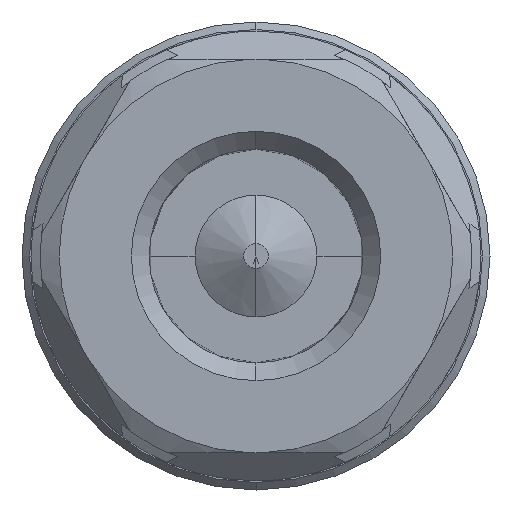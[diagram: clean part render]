
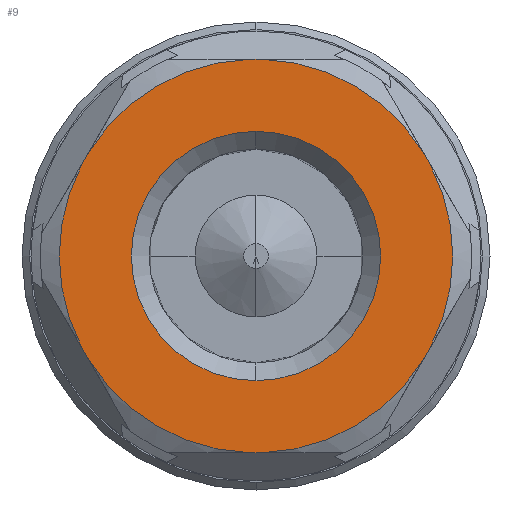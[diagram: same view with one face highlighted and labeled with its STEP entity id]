
A CAD part, left-side view. The second image highlights one B-rep face of the part: STEP entity #9.
In plain terms, the highlighted planar face has unit normal (-1, 0, 0).
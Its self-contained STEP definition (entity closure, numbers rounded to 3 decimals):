
#9 = ADVANCED_FACE ( 'NONE', ( #3011, #3010 ), #2405, .F. ) ;
#64 = EDGE_CURVE ( 'NONE', #2197, #2201, #3086, .T. ) ;
#382 = DIRECTION ( 'NONE',  ( 0., 1., 0. ) ) ;
#460 = CARTESIAN_POINT ( 'NONE',  ( 0., 10.507, -10.5 ) ) ;
#708 = EDGE_CURVE ( 'NONE', #2357, #2278, #2832, .T. ) ;
#721 = EDGE_CURVE ( 'NONE', #2211, #2224, #2807, .T. ) ;
#724 = EDGE_CURVE ( 'NONE', #2278, #2476, #2888, .T. ) ;
#728 = EDGE_CURVE ( 'NONE', #2476, #2240, #3110, .T. ) ;
#729 = EDGE_CURVE ( 'NONE', #2157, #2252, #3005, .T. ) ;
#730 = EDGE_CURVE ( 'NONE', #2240, #2456, #2949, .T. ) ;
#733 = EDGE_CURVE ( 'NONE', #2157, #2300, #2664, .T. ) ;
#743 = EDGE_CURVE ( 'NONE', #2201, #2252, #3036, .T. ) ;
#744 = EDGE_CURVE ( 'NONE', #2290, #2197, #3205, .T. ) ;
#746 = EDGE_CURVE ( 'NONE', #2288, #2300, #3021, .T. ) ;
#753 = EDGE_CURVE ( 'NONE', #2456, #2290, #2940, .T. ) ;
#754 = EDGE_CURVE ( 'NONE', #2288, #2357, #3131, .T. ) ;
#1239 = EDGE_LOOP ( 'NONE', ( #1408, #1409 ) ) ;
#1240 = EDGE_LOOP ( 'NONE', ( #1396, #1397, #1398, #1399, #1400, #1401, #1402, #1403, #1404, #1405, #1406, #1407 ) ) ;
#1396 = ORIENTED_EDGE ( 'NONE', *, *, #746, .T. ) ;
#1397 = ORIENTED_EDGE ( 'NONE', *, *, #733, .F. ) ;
#1398 = ORIENTED_EDGE ( 'NONE', *, *, #729, .T. ) ;
#1399 = ORIENTED_EDGE ( 'NONE', *, *, #743, .F. ) ;
#1400 = ORIENTED_EDGE ( 'NONE', *, *, #64, .F. ) ;
#1401 = ORIENTED_EDGE ( 'NONE', *, *, #744, .F. ) ;
#1402 = ORIENTED_EDGE ( 'NONE', *, *, #753, .F. ) ;
#1403 = ORIENTED_EDGE ( 'NONE', *, *, #730, .F. ) ;
#1404 = ORIENTED_EDGE ( 'NONE', *, *, #728, .F. ) ;
#1405 = ORIENTED_EDGE ( 'NONE', *, *, #724, .F. ) ;
#1406 = ORIENTED_EDGE ( 'NONE', *, *, #708, .F. ) ;
#1407 = ORIENTED_EDGE ( 'NONE', *, *, #754, .F. ) ;
#1408 = ORIENTED_EDGE ( 'NONE', *, *, #721, .F. ) ;
#1409 = ORIENTED_EDGE ( 'NONE', *, *, #1509, .F. ) ;
#1509 = EDGE_CURVE ( 'NONE', #2224, #2211, #2821, .T. ) ;
#1554 = AXIS2_PLACEMENT_3D ( 'NONE', #3776, #3772, #3770 ) ;
#1581 = CARTESIAN_POINT ( 'NONE',  ( 0., 0., 0. ) ) ;
#1584 = DIRECTION ( 'NONE',  ( 1., 0., 0. ) ) ;
#1585 = DIRECTION ( 'NONE',  ( 0., 0., -1. ) ) ;
#1598 = DIRECTION ( 'NONE',  ( 0., -0.5, -0.866 ) ) ;
#1599 = CARTESIAN_POINT ( 'NONE',  ( 0., -8.9, 5.585 ) ) ;
#1600 = CARTESIAN_POINT ( 'NONE',  ( 0., 12.124, 0. ) ) ;
#1601 = DIRECTION ( 'NONE',  ( 0., -0.5, -0.866 ) ) ;
#1605 = DIRECTION ( 'NONE',  ( 1., 0., 0. ) ) ;
#1606 = CARTESIAN_POINT ( 'NONE',  ( 0., 0., 0. ) ) ;
#1607 = DIRECTION ( 'NONE',  ( 0., 0., -1. ) ) ;
#1614 = CARTESIAN_POINT ( 'NONE',  ( 0., 0., 0. ) ) ;
#1615 = DIRECTION ( 'NONE',  ( 0., 0., -1. ) ) ;
#1616 = DIRECTION ( 'NONE',  ( 1., 0., 0. ) ) ;
#1665 = DIRECTION ( 'NONE',  ( 1., 0., 0. ) ) ;
#1666 = CARTESIAN_POINT ( 'NONE',  ( 0., 0., 0. ) ) ;
#1667 = DIRECTION ( 'NONE',  ( 0., 0., -1. ) ) ;
#1669 = CARTESIAN_POINT ( 'NONE',  ( 0., 0., 0. ) ) ;
#1670 = DIRECTION ( 'NONE',  ( 0., 0., -1. ) ) ;
#1671 = DIRECTION ( 'NONE',  ( 1., 0., 0. ) ) ;
#1677 = CARTESIAN_POINT ( 'NONE',  ( 0., 6.062, 10.5 ) ) ;
#1678 = DIRECTION ( 'NONE',  ( 0., 0.5, -0.866 ) ) ;
#1696 = CARTESIAN_POINT ( 'NONE',  ( 0., 0., 0. ) ) ;
#1706 = DIRECTION ( 'NONE',  ( -1., 0., 0. ) ) ;
#1713 = DIRECTION ( 'NONE',  ( 0., 0., 1. ) ) ;
#1719 = CARTESIAN_POINT ( 'NONE',  ( 0., -9.287, -4.915 ) ) ;
#1720 = DIRECTION ( 'NONE',  ( 0., 0.5, -0.866 ) ) ;
#1940 = CARTESIAN_POINT ( 'NONE',  ( 0., -0.387, 10.5 ) ) ;
#1964 = CARTESIAN_POINT ( 'NONE',  ( 0., 8.9, -5.585 ) ) ;
#1972 = CARTESIAN_POINT ( 'NONE',  ( 0., -9.287, 4.915 ) ) ;
#1978 = CARTESIAN_POINT ( 'NONE',  ( 0., 0., -6.657 ) ) ;
#1989 = CARTESIAN_POINT ( 'NONE',  ( 0., 0., 6.657 ) ) ;
#1996 = CARTESIAN_POINT ( 'NONE',  ( 0., 0.387, -10.5 ) ) ;
#1998 = CARTESIAN_POINT ( 'NONE',  ( 0., -0.387, -10.5 ) ) ;
#2000 = CARTESIAN_POINT ( 'NONE',  ( 0., -8.9, -5.585 ) ) ;
#2007 = CARTESIAN_POINT ( 'NONE',  ( 0., 8.9, 5.585 ) ) ;
#2032 = CARTESIAN_POINT ( 'NONE',  ( 0., 9.287, -4.915 ) ) ;
#2035 = CARTESIAN_POINT ( 'NONE',  ( 0., 9.287, 4.915 ) ) ;
#2157 = VERTEX_POINT ( 'NONE', #2032 ) ;
#2197 = VERTEX_POINT ( 'NONE', #1998 ) ;
#2201 = VERTEX_POINT ( 'NONE', #1996 ) ;
#2211 = VERTEX_POINT ( 'NONE', #1989 ) ;
#2224 = VERTEX_POINT ( 'NONE', #1978 ) ;
#2240 = VERTEX_POINT ( 'NONE', #1972 ) ;
#2241 = CARTESIAN_POINT ( 'NONE',  ( 0., 10.507, 0. ) ) ;
#2252 = VERTEX_POINT ( 'NONE', #1964 ) ;
#2254 = DIRECTION ( 'NONE',  ( 1., 0., 0. ) ) ;
#2278 = VERTEX_POINT ( 'NONE', #1940 ) ;
#2288 = VERTEX_POINT ( 'NONE', #2007 ) ;
#2290 = VERTEX_POINT ( 'NONE', #2000 ) ;
#2300 = VERTEX_POINT ( 'NONE', #2035 ) ;
#2357 = VERTEX_POINT ( 'NONE', #4464 ) ;
#2405 = PLANE ( 'NONE',  #4775 ) ;
#2406 = DIRECTION ( 'NONE',  ( 0., 0., -1. ) ) ;
#2456 = VERTEX_POINT ( 'NONE', #4454 ) ;
#2476 = VERTEX_POINT ( 'NONE', #4434 ) ;
#2664 = CIRCLE ( 'NONE', #3666, 10.507 ) ;
#2668 = VECTOR ( 'NONE', #382, 1000. ) ;
#2676 = VECTOR ( 'NONE', #1720, 1000. ) ;
#2687 = VECTOR ( 'NONE', #3242, 1000. ) ;
#2705 = VECTOR ( 'NONE', #1598, 1000. ) ;
#2807 = CIRCLE ( 'NONE', #3670, 6.657 ) ;
#2817 = VECTOR ( 'NONE', #1678, 1000. ) ;
#2821 = CIRCLE ( 'NONE', #1554, 6.657 ) ;
#2832 = LINE ( 'NONE', #3243, #2687 ) ;
#2888 = CIRCLE ( 'NONE', #3669, 10.507 ) ;
#2940 = LINE ( 'NONE', #1719, #2676 ) ;
#2949 = CIRCLE ( 'NONE', #3668, 10.507 ) ;
#3005 = LINE ( 'NONE', #1600, #3219 ) ;
#3010 = FACE_BOUND ( 'NONE', #1239, .T. ) ;
#3011 = FACE_OUTER_BOUND ( 'NONE', #1240, .T. ) ;
#3021 = LINE ( 'NONE', #1677, #2817 ) ;
#3036 = CIRCLE ( 'NONE', #3662, 10.507 ) ;
#3086 = LINE ( 'NONE', #460, #2668 ) ;
#3110 = LINE ( 'NONE', #1599, #2705 ) ;
#3131 = CIRCLE ( 'NONE', #3659, 10.507 ) ;
#3205 = CIRCLE ( 'NONE', #3661, 10.507 ) ;
#3219 = VECTOR ( 'NONE', #1601, 1000. ) ;
#3242 = DIRECTION ( 'NONE',  ( 0., -1., 0. ) ) ;
#3243 = CARTESIAN_POINT ( 'NONE',  ( 0., 10.507, 10.5 ) ) ;
#3659 = AXIS2_PLACEMENT_3D ( 'NONE', #3809, #3806, #3802 ) ;
#3661 = AXIS2_PLACEMENT_3D ( 'NONE', #1669, #1671, #1670 ) ;
#3662 = AXIS2_PLACEMENT_3D ( 'NONE', #1666, #1665, #1667 ) ;
#3666 = AXIS2_PLACEMENT_3D ( 'NONE', #1614, #1616, #1615 ) ;
#3668 = AXIS2_PLACEMENT_3D ( 'NONE', #1606, #1605, #1607 ) ;
#3669 = AXIS2_PLACEMENT_3D ( 'NONE', #1581, #1584, #1585 ) ;
#3670 = AXIS2_PLACEMENT_3D ( 'NONE', #1696, #1706, #1713 ) ;
#3770 = DIRECTION ( 'NONE',  ( 0., 0., 1. ) ) ;
#3772 = DIRECTION ( 'NONE',  ( -1., 0., 0. ) ) ;
#3776 = CARTESIAN_POINT ( 'NONE',  ( 0., 0., 0. ) ) ;
#3802 = DIRECTION ( 'NONE',  ( 0., 0., -1. ) ) ;
#3806 = DIRECTION ( 'NONE',  ( 1., 0., 0. ) ) ;
#3809 = CARTESIAN_POINT ( 'NONE',  ( 0., 0., 0. ) ) ;
#4434 = CARTESIAN_POINT ( 'NONE',  ( 0., -8.9, 5.585 ) ) ;
#4454 = CARTESIAN_POINT ( 'NONE',  ( 0., -9.287, -4.915 ) ) ;
#4464 = CARTESIAN_POINT ( 'NONE',  ( 0., 0.387, 10.5 ) ) ;
#4775 = AXIS2_PLACEMENT_3D ( 'NONE', #2241, #2254, #2406 ) ;
